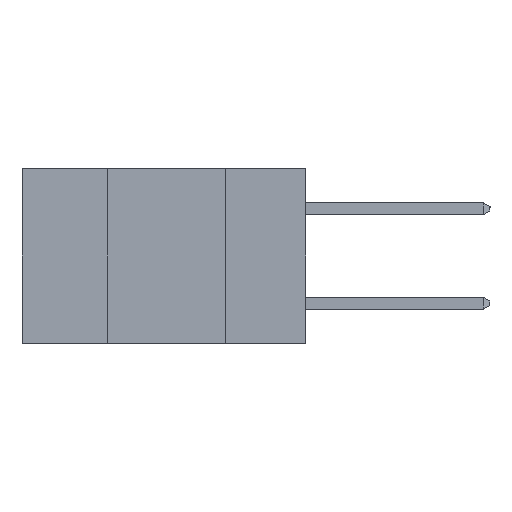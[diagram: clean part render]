
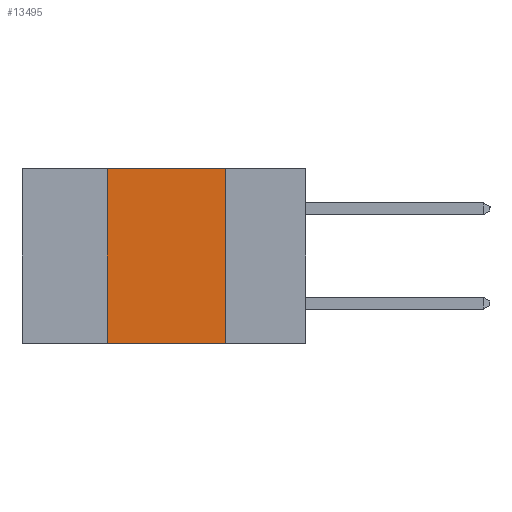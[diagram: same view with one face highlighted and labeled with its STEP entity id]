
A CAD part, left-side view. The second image highlights one B-rep face of the part: STEP entity #13495.
In plain terms, the highlighted planar face has unit normal (-1, 0, 0).
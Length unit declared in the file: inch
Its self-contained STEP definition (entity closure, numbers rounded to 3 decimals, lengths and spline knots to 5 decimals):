
#163 = EDGE_CURVE ( 'NONE', #4059, #10335, #3706, .T. ) ;
#1405 = VECTOR ( 'NONE', #5273, 39.37008 ) ;
#3219 = DIRECTION ( 'NONE',  ( 0., 0., -1. ) ) ;
#3630 = CARTESIAN_POINT ( 'NONE',  ( 0., 0.42, -0.37 ) ) ;
#3706 = LINE ( 'NONE', #17356, #6028 ) ;
#3785 = LINE ( 'NONE', #9681, #9974 ) ;
#4059 = VERTEX_POINT ( 'NONE', #14939 ) ;
#4134 = VECTOR ( 'NONE', #3219, 39.37008 ) ;
#5027 = CARTESIAN_POINT ( 'NONE',  ( 0., 0.42, -0.37 ) ) ;
#5273 = DIRECTION ( 'NONE',  ( 0., 0., 1. ) ) ;
#5848 = LINE ( 'NONE', #14845, #4134 ) ;
#6028 = VECTOR ( 'NONE', #15515, 39.37008 ) ;
#7102 = ORIENTED_EDGE ( 'NONE', *, *, #12365, .F. ) ;
#7360 = EDGE_CURVE ( 'NONE', #8923, #9955, #3785, .T. ) ;
#7435 = PLANE ( 'NONE',  #10715 ) ;
#8338 = EDGE_CURVE ( 'NONE', #10335, #9955, #5848, .T. ) ;
#8923 = VERTEX_POINT ( 'NONE', #5027 ) ;
#9389 = CARTESIAN_POINT ( 'NONE',  ( 0., 0.17, 0. ) ) ;
#9493 = DIRECTION ( 'NONE',  ( 0., -1., 0. ) ) ;
#9681 = CARTESIAN_POINT ( 'NONE',  ( 0., 0.6, -0.37 ) ) ;
#9863 = ORIENTED_EDGE ( 'NONE', *, *, #163, .F. ) ;
#9955 = VERTEX_POINT ( 'NONE', #15816 ) ;
#9974 = VECTOR ( 'NONE', #9493, 39.37008 ) ;
#10335 = VERTEX_POINT ( 'NONE', #9389 ) ;
#10715 = AXIS2_PLACEMENT_3D ( 'NONE', #17707, #11700, #13537 ) ;
#10972 = LINE ( 'NONE', #3630, #1405 ) ;
#11569 = ORIENTED_EDGE ( 'NONE', *, *, #8338, .F. ) ;
#11700 = DIRECTION ( 'NONE',  ( 1., 0., 0. ) ) ;
#12365 = EDGE_CURVE ( 'NONE', #8923, #4059, #10972, .T. ) ;
#13495 = ADVANCED_FACE ( 'NONE', ( #19060 ), #7435, .F. ) ;
#13537 = DIRECTION ( 'NONE',  ( 0., 0., -1. ) ) ;
#14845 = CARTESIAN_POINT ( 'NONE',  ( 0., 0.17, -0.37 ) ) ;
#14939 = CARTESIAN_POINT ( 'NONE',  ( 0., 0.42, 0. ) ) ;
#15515 = DIRECTION ( 'NONE',  ( 0., -1., 0. ) ) ;
#15816 = CARTESIAN_POINT ( 'NONE',  ( 0., 0.17, -0.37 ) ) ;
#16652 = EDGE_LOOP ( 'NONE', ( #11569, #9863, #7102, #17282 ) ) ;
#17282 = ORIENTED_EDGE ( 'NONE', *, *, #7360, .T. ) ;
#17356 = CARTESIAN_POINT ( 'NONE',  ( 0., 0.6, 0. ) ) ;
#17707 = CARTESIAN_POINT ( 'NONE',  ( 0., 0.6, 0. ) ) ;
#19060 = FACE_OUTER_BOUND ( 'NONE', #16652, .T. ) ;
